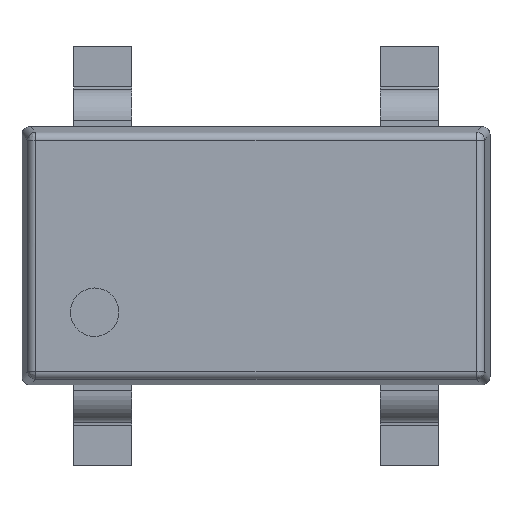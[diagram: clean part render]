
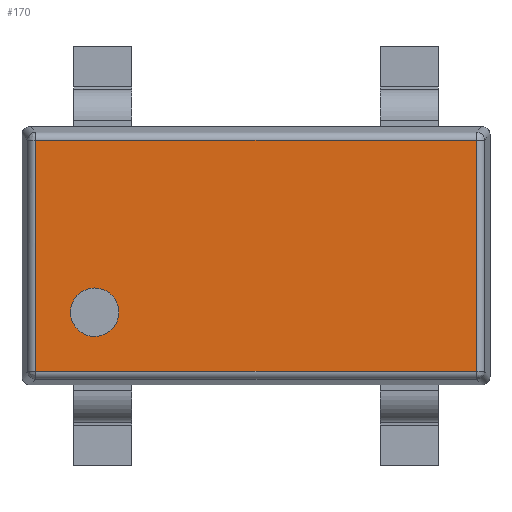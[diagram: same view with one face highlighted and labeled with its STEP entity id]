
A CAD part, top view. The second image highlights one B-rep face of the part: STEP entity #170.
In plain terms, the highlighted planar face has unit normal (0, 0, 1).
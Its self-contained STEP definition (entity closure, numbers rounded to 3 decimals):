
#19=B_SPLINE_CURVE_WITH_KNOTS('',1,(#2792,#2793),.UNSPECIFIED.,.F.,.F.,(2,
2),(0.042,1.474),.UNSPECIFIED.);
#20=B_SPLINE_CURVE_WITH_KNOTS('',1,(#2794,#2795),.UNSPECIFIED.,.F.,.F.,(2,
2),(5.639,8.372),.UNSPECIFIED.);
#21=B_SPLINE_CURVE_WITH_KNOTS('',1,(#2796,#2797),.UNSPECIFIED.,.F.,.F.,(2,
2),(4.207,5.639),.UNSPECIFIED.);
#22=B_SPLINE_CURVE_WITH_KNOTS('',1,(#2798,#2799),.UNSPECIFIED.,.F.,.F.,(2,
2),(1.474,4.207),.UNSPECIFIED.);
#170=ADVANCED_FACE('',(#272),#1464,.T.);
#272=FACE_OUTER_BOUND('',#374,.T.);
#374=EDGE_LOOP('',(#711,#712,#713,#714));
#711=ORIENTED_EDGE('',*,*,#1028,.F.);
#712=ORIENTED_EDGE('',*,*,#1029,.F.);
#713=ORIENTED_EDGE('',*,*,#1030,.F.);
#714=ORIENTED_EDGE('',*,*,#1027,.F.);
#1027=EDGE_CURVE('',#1415,#1418,#19,.T.);
#1028=EDGE_CURVE('',#1416,#1415,#20,.T.);
#1029=EDGE_CURVE('',#1417,#1416,#21,.T.);
#1030=EDGE_CURVE('',#1418,#1417,#22,.T.);
#1415=VERTEX_POINT('',#2748);
#1416=VERTEX_POINT('',#2749);
#1417=VERTEX_POINT('',#2750);
#1418=VERTEX_POINT('',#2751);
#1464=PLANE('',#1586);
#1586=AXIS2_PLACEMENT_3D('',#2539,#1614,$);
#1614=DIRECTION('',(0.,0.,1.));
#2539=CARTESIAN_POINT('',(-1.394,0.731,1.135));
#2748=CARTESIAN_POINT('',(1.366,0.716,1.135));
#2749=CARTESIAN_POINT('',(-1.366,0.716,1.135));
#2750=CARTESIAN_POINT('',(-1.366,-0.716,1.135));
#2751=CARTESIAN_POINT('',(1.366,-0.716,1.135));
#2792=CARTESIAN_POINT('',(1.366,0.716,1.135));
#2793=CARTESIAN_POINT('',(1.366,-0.716,1.135));
#2794=CARTESIAN_POINT('',(-1.366,0.716,1.135));
#2795=CARTESIAN_POINT('',(1.366,0.716,1.135));
#2796=CARTESIAN_POINT('',(-1.366,-0.716,1.135));
#2797=CARTESIAN_POINT('',(-1.366,0.716,1.135));
#2798=CARTESIAN_POINT('',(1.366,-0.716,1.135));
#2799=CARTESIAN_POINT('',(-1.366,-0.716,1.135));
